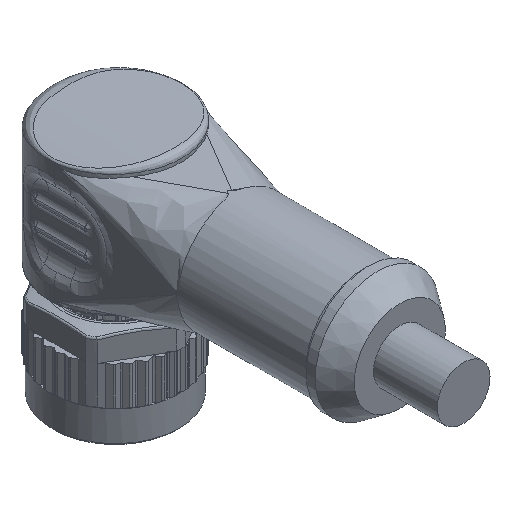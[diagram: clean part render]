
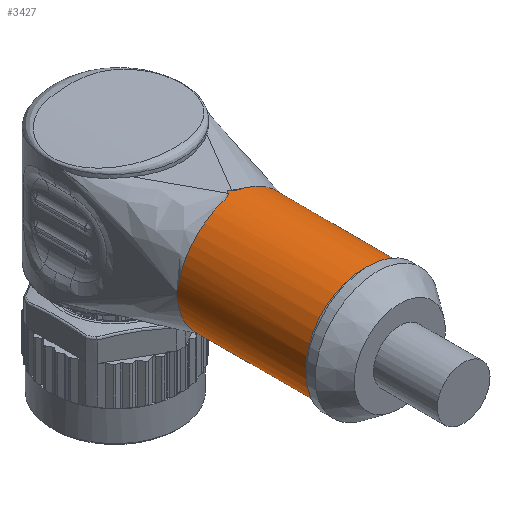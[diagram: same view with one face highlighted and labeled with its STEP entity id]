
A CAD part, isometric view. The second image highlights one B-rep face of the part: STEP entity #3427.
In plain terms, the highlighted cylindrical face has radius 6.32 mm (diameter 12.64 mm), a full revolution.
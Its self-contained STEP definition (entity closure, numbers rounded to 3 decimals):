
#57=ELLIPSE('',#11726,86.616,6.32);
#60=ELLIPSE('',#11730,86.616,6.32);
#68=ELLIPSE('',#11744,267.621,6.32);
#69=ELLIPSE('',#11750,267.621,6.32);
#2846=B_SPLINE_CURVE_WITH_KNOTS('',3,(#20748,#20749,#20750,#20751),
 .UNSPECIFIED.,.F.,.F.,(4,4),(0.,1.),.UNSPECIFIED.);
#2847=B_SPLINE_CURVE_WITH_KNOTS('',3,(#20752,#20753,#20754,#20755,#20756,
#20757,#20758,#20759,#20760,#20761),.UNSPECIFIED.,.F.,.F.,(4,2,2,2,4),(0.,
0.5,0.75,0.875,1.),.UNSPECIFIED.);
#2848=B_SPLINE_CURVE_WITH_KNOTS('',3,(#20790,#20791,#20792,#20793,#20794,
#20795,#20796,#20797,#20798,#20799,#20800,#20801,#20802,#20803),
 .UNSPECIFIED.,.F.,.F.,(4,2,2,2,2,2,4),(0.,0.063,0.125,0.25,
0.5,0.75,1.),.UNSPECIFIED.);
#2849=B_SPLINE_CURVE_WITH_KNOTS('',3,(#20832,#20833,#20834,#20835),
 .UNSPECIFIED.,.F.,.F.,(4,4),(0.,1.),.UNSPECIFIED.);
#2850=B_SPLINE_CURVE_WITH_KNOTS('',3,(#20836,#20837,#20838,#20839,#20840,
#20841,#20842,#20843,#20844,#20845),.UNSPECIFIED.,.F.,.F.,(4,2,2,2,4),(0.,
0.5,0.75,0.875,1.),.UNSPECIFIED.);
#2851=B_SPLINE_CURVE_WITH_KNOTS('',3,(#20874,#20875,#20876,#20877,#20878,
#20879,#20880,#20881,#20882,#20883,#20884,#20885,#20886,#20887),
 .UNSPECIFIED.,.F.,.F.,(4,2,2,2,2,2,4),(0.,0.063,0.125,0.25,0.5,0.75,1.),
 .UNSPECIFIED.);
#3427=ADVANCED_FACE('',(#3817,#3818),#3680,.T.);
#3680=CYLINDRICAL_SURFACE('',#11762,6.32);
#3817=FACE_BOUND('',#4448,.T.);
#3818=FACE_BOUND('',#4449,.T.);
#4448=EDGE_LOOP('',(#7362));
#4449=EDGE_LOOP('',(#7363,#7364,#7365,#7366,#7367,#7368,#7369,#7370,#7371,
#7372,#7373,#7374));
#7362=ORIENTED_EDGE('',*,*,#10173,.T.);
#7363=ORIENTED_EDGE('',*,*,#10165,.F.);
#7364=ORIENTED_EDGE('',*,*,#10152,.F.);
#7365=ORIENTED_EDGE('',*,*,#10163,.F.);
#7366=ORIENTED_EDGE('',*,*,#10154,.T.);
#7367=ORIENTED_EDGE('',*,*,#10162,.F.);
#7368=ORIENTED_EDGE('',*,*,#10120,.T.);
#7369=ORIENTED_EDGE('',*,*,#10170,.F.);
#7370=ORIENTED_EDGE('',*,*,#10159,.F.);
#7371=ORIENTED_EDGE('',*,*,#10168,.F.);
#7372=ORIENTED_EDGE('',*,*,#10156,.T.);
#7373=ORIENTED_EDGE('',*,*,#10167,.F.);
#7374=ORIENTED_EDGE('',*,*,#10110,.T.);
#8623=VERTEX_POINT('',#20199);
#8624=VERTEX_POINT('',#20201);
#8633=VERTEX_POINT('',#20241);
#8634=VERTEX_POINT('',#20243);
#8656=VERTEX_POINT('',#20697);
#8657=VERTEX_POINT('',#20699);
#8658=VERTEX_POINT('',#20709);
#8659=VERTEX_POINT('',#20710);
#8660=VERTEX_POINT('',#20717);
#8661=VERTEX_POINT('',#20718);
#8662=VERTEX_POINT('',#20731);
#8663=VERTEX_POINT('',#20733);
#8665=VERTEX_POINT('',#20977);
#10110=EDGE_CURVE('',#8624,#8623,#57,.T.);
#10120=EDGE_CURVE('',#8634,#8633,#60,.T.);
#10152=EDGE_CURVE('',#8656,#8657,#68,.T.);
#10154=EDGE_CURVE('',#8658,#8659,#10726,.T.);
#10156=EDGE_CURVE('',#8660,#8661,#10727,.T.);
#10159=EDGE_CURVE('',#8662,#8663,#69,.T.);
#10162=EDGE_CURVE('',#8634,#8659,#2846,.T.);
#10163=EDGE_CURVE('',#8658,#8656,#2847,.T.);
#10165=EDGE_CURVE('',#8657,#8623,#2848,.T.);
#10167=EDGE_CURVE('',#8624,#8661,#2849,.T.);
#10168=EDGE_CURVE('',#8660,#8662,#2850,.T.);
#10170=EDGE_CURVE('',#8663,#8633,#2851,.T.);
#10173=EDGE_CURVE('',#8665,#8665,#10728,.T.);
#10726=CIRCLE('',#11746,6.32);
#10727=CIRCLE('',#11748,6.32);
#10728=CIRCLE('',#11761,6.32);
#11726=AXIS2_PLACEMENT_3D('',#20200,#14409,#14410);
#11730=AXIS2_PLACEMENT_3D('',#20242,#14421,#14422);
#11744=AXIS2_PLACEMENT_3D('',#20698,#14453,#14454);
#11746=AXIS2_PLACEMENT_3D('',#20708,#14457,#14458);
#11748=AXIS2_PLACEMENT_3D('',#20716,#14461,#14462);
#11750=AXIS2_PLACEMENT_3D('',#20732,#14465,#14466);
#11761=AXIS2_PLACEMENT_3D('',#20976,#14487,#14488);
#11762=AXIS2_PLACEMENT_3D('',#20978,#14489,#14490);
#14409=DIRECTION('',(0.997,-0.073,0.));
#14410=DIRECTION('',(-0.073,-0.997,0.));
#14421=DIRECTION('',(-0.997,-0.073,0.));
#14422=DIRECTION('',(0.073,-0.997,0.));
#14453=DIRECTION('',(0.,0.024,-1.));
#14454=DIRECTION('',(0.,-1.,-0.024));
#14457=DIRECTION('',(0.,-1.,0.));
#14458=DIRECTION('',(0.,0.,1.));
#14461=DIRECTION('',(0.,-1.,0.));
#14462=DIRECTION('',(0.,0.,1.));
#14465=DIRECTION('',(0.,0.024,1.));
#14466=DIRECTION('',(0.,-1.,0.024));
#14487=DIRECTION('',(0.,1.,0.));
#14488=DIRECTION('',(0.,0.,-1.));
#14489=DIRECTION('',(0.,-1.,0.));
#14490=DIRECTION('',(0.,0.,-1.));
#20199=CARTESIAN_POINT('',(6.319,-12.995,20.131));
#20200=CARTESIAN_POINT('',(0.,-99.362,20.));
#20201=CARTESIAN_POINT('',(6.317,-13.017,19.807));
#20241=CARTESIAN_POINT('',(-6.319,-12.995,19.869));
#20242=CARTESIAN_POINT('',(0.,-99.362,20.));
#20243=CARTESIAN_POINT('',(-6.317,-13.017,20.193));
#20697=CARTESIAN_POINT('',(-0.261,-12.631,26.315));
#20698=CARTESIAN_POINT('',(0.,-279.95,20.));
#20699=CARTESIAN_POINT('',(0.222,-12.569,26.316));
#20708=CARTESIAN_POINT('',(0.,-13.25,20.));
#20709=CARTESIAN_POINT('',(-4.259,-13.25,24.669));
#20710=CARTESIAN_POINT('',(-6.063,-13.25,21.783));
#20716=CARTESIAN_POINT('',(0.,-13.25,20.));
#20717=CARTESIAN_POINT('',(4.259,-13.25,15.331));
#20718=CARTESIAN_POINT('',(6.063,-13.25,18.217));
#20731=CARTESIAN_POINT('',(0.261,-12.631,13.685));
#20732=CARTESIAN_POINT('',(0.,-279.95,20.));
#20733=CARTESIAN_POINT('',(-0.222,-12.569,13.684));
#20748=CARTESIAN_POINT('',(-6.317,-13.017,20.193));
#20749=CARTESIAN_POINT('',(-6.301,-13.231,20.705));
#20750=CARTESIAN_POINT('',(-6.216,-13.224,21.264));
#20751=CARTESIAN_POINT('',(-6.063,-13.25,21.783));
#20752=CARTESIAN_POINT('',(-4.259,-13.25,24.669));
#20753=CARTESIAN_POINT('',(-3.703,-13.225,25.176));
#20754=CARTESIAN_POINT('',(-3.054,-13.188,25.584));
#20755=CARTESIAN_POINT('',(-2.012,-13.104,26.003));
#20756=CARTESIAN_POINT('',(-1.654,-13.073,26.111));
#20757=CARTESIAN_POINT('',(-1.105,-12.997,26.225));
#20758=CARTESIAN_POINT('',(-0.919,-12.968,26.256));
#20759=CARTESIAN_POINT('',(-0.553,-12.87,26.298));
#20760=CARTESIAN_POINT('',(-0.357,-12.799,26.311));
#20761=CARTESIAN_POINT('',(-0.261,-12.631,26.315));
#20790=CARTESIAN_POINT('',(0.222,-12.569,26.316));
#20791=CARTESIAN_POINT('',(0.337,-12.74,26.312));
#20792=CARTESIAN_POINT('',(0.56,-12.79,26.298));
#20793=CARTESIAN_POINT('',(0.953,-12.875,26.251));
#20794=CARTESIAN_POINT('',(1.151,-12.901,26.218));
#20795=CARTESIAN_POINT('',(1.742,-12.97,26.089));
#20796=CARTESIAN_POINT('',(2.123,-13.,25.966));
#20797=CARTESIAN_POINT('',(3.225,-13.082,25.494));
#20798=CARTESIAN_POINT('',(3.906,-13.12,25.033));
#20799=CARTESIAN_POINT('',(5.04,-13.17,23.897));
#20800=CARTESIAN_POINT('',(5.498,-13.182,23.219));
#20801=CARTESIAN_POINT('',(6.13,-13.165,21.735));
#20802=CARTESIAN_POINT('',(6.302,-13.218,20.915));
#20803=CARTESIAN_POINT('',(6.319,-12.995,20.131));
#20832=CARTESIAN_POINT('',(6.317,-13.017,19.807));
#20833=CARTESIAN_POINT('',(6.301,-13.231,19.295));
#20834=CARTESIAN_POINT('',(6.216,-13.224,18.736));
#20835=CARTESIAN_POINT('',(6.063,-13.25,18.217));
#20836=CARTESIAN_POINT('',(4.259,-13.25,15.331));
#20837=CARTESIAN_POINT('',(3.703,-13.225,14.824));
#20838=CARTESIAN_POINT('',(3.054,-13.188,14.416));
#20839=CARTESIAN_POINT('',(2.012,-13.104,13.997));
#20840=CARTESIAN_POINT('',(1.654,-13.073,13.889));
#20841=CARTESIAN_POINT('',(1.105,-12.997,13.775));
#20842=CARTESIAN_POINT('',(0.919,-12.968,13.744));
#20843=CARTESIAN_POINT('',(0.553,-12.87,13.702));
#20844=CARTESIAN_POINT('',(0.357,-12.799,13.689));
#20845=CARTESIAN_POINT('',(0.261,-12.631,13.685));
#20874=CARTESIAN_POINT('',(-0.222,-12.569,13.684));
#20875=CARTESIAN_POINT('',(-0.337,-12.74,13.688));
#20876=CARTESIAN_POINT('',(-0.56,-12.79,13.702));
#20877=CARTESIAN_POINT('',(-0.953,-12.875,13.749));
#20878=CARTESIAN_POINT('',(-1.151,-12.901,13.782));
#20879=CARTESIAN_POINT('',(-1.742,-12.97,13.911));
#20880=CARTESIAN_POINT('',(-2.123,-13.,14.034));
#20881=CARTESIAN_POINT('',(-3.225,-13.082,14.506));
#20882=CARTESIAN_POINT('',(-3.906,-13.12,14.967));
#20883=CARTESIAN_POINT('',(-5.04,-13.17,16.103));
#20884=CARTESIAN_POINT('',(-5.498,-13.182,16.781));
#20885=CARTESIAN_POINT('',(-6.13,-13.165,18.265));
#20886=CARTESIAN_POINT('',(-6.302,-13.218,19.085));
#20887=CARTESIAN_POINT('',(-6.319,-12.995,19.869));
#20976=CARTESIAN_POINT('',(0.,-27.25,20.));
#20977=CARTESIAN_POINT('',(0.,-27.25,13.68));
#20978=CARTESIAN_POINT('',(0.,-2.059,20.));
